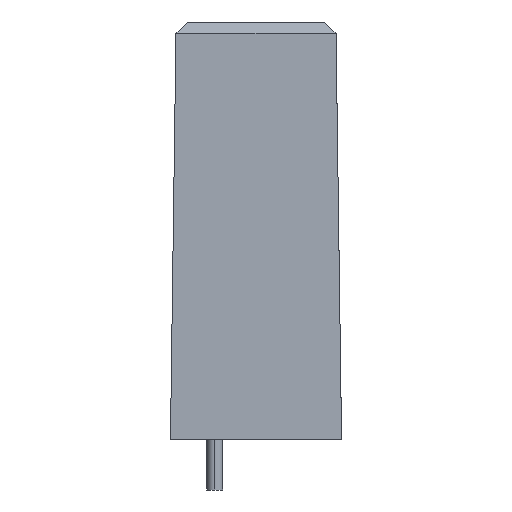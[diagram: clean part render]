
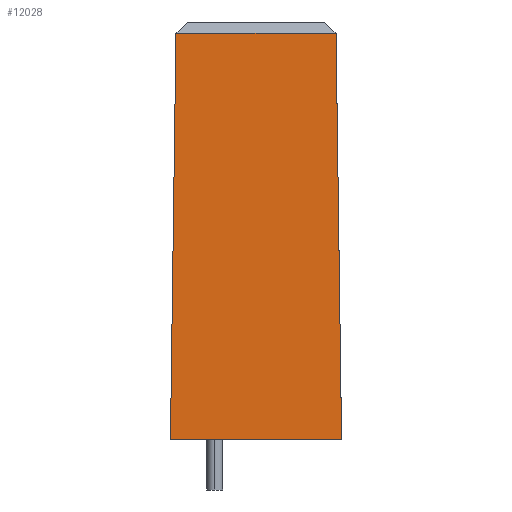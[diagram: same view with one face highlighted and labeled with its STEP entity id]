
A CAD part, left-side view. The second image highlights one B-rep face of the part: STEP entity #12028.
In plain terms, the highlighted planar face has unit normal (-1, 0, 0.014).
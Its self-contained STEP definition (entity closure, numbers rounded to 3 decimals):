
#11545=CARTESIAN_POINT('',(-21.46,-4.935,25.05));
#11546=VERTEX_POINT('',#11545);
#11553=CARTESIAN_POINT('',(-21.8,-5.275,0.0));
#11554=VERTEX_POINT('',#11553);
#11555=CARTESIAN_POINT('',(-21.46,-4.935,25.05));
#11556=DIRECTION('',(-0.014,-0.014,-1.));
#11557=VECTOR('',#11556,25.055);
#11558=LINE('',#11555,#11557);
#11559=EDGE_CURVE('',#11546,#11554,#11558,.T.);
#11853=CARTESIAN_POINT('',(-21.8,5.275,0.0));
#11854=VERTEX_POINT('',#11853);
#11861=CARTESIAN_POINT('',(-21.46,4.935,25.05));
#11862=VERTEX_POINT('',#11861);
#11863=CARTESIAN_POINT('',(-21.46,4.935,25.05));
#11864=DIRECTION('',(-0.014,0.014,-1.));
#11865=VECTOR('',#11864,25.055);
#11866=LINE('',#11863,#11865);
#11867=EDGE_CURVE('',#11862,#11854,#11866,.T.);
#11901=CARTESIAN_POINT('',(-21.8,5.275,0.0));
#11902=DIRECTION('',(0.0,-1.0,0.0));
#11903=VECTOR('',#11902,10.55);
#11904=LINE('',#11901,#11903);
#11905=EDGE_CURVE('',#11854,#11554,#11904,.T.);
#11947=CARTESIAN_POINT('',(-21.46,4.935,25.05));
#11948=DIRECTION('',(0.0,-1.0,0.0));
#11949=VECTOR('',#11948,9.869);
#11950=LINE('',#11947,#11949);
#11951=EDGE_CURVE('',#11862,#11546,#11950,.T.);
#12017=CARTESIAN_POINT('',(-21.625,0.0,12.875));
#12018=DIRECTION('',(-1.,0.0,0.014));
#12019=DIRECTION('',(0.014,0.0,1.));
#12020=AXIS2_PLACEMENT_3D('',#12017,#12018,#12019);
#12021=PLANE('',#12020);
#12022=ORIENTED_EDGE('',*,*,#11951,.F.);
#12023=ORIENTED_EDGE('',*,*,#11867,.T.);
#12024=ORIENTED_EDGE('',*,*,#11905,.T.);
#12025=ORIENTED_EDGE('',*,*,#11559,.F.);
#12026=EDGE_LOOP('',(#12022,#12023,#12024,#12025));
#12027=FACE_OUTER_BOUND('',#12026,.T.);
#12028=ADVANCED_FACE('',(#12027),#12021,.T.);
